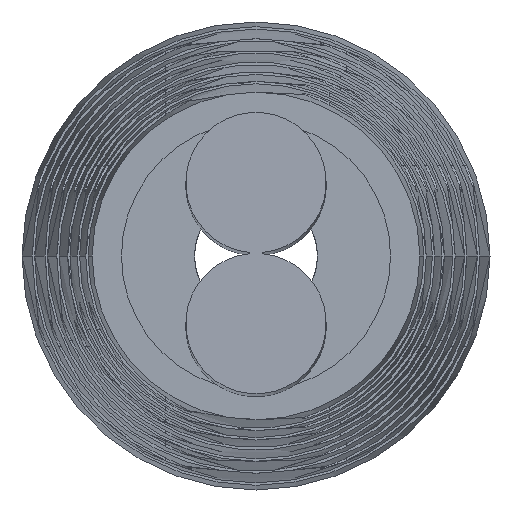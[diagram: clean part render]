
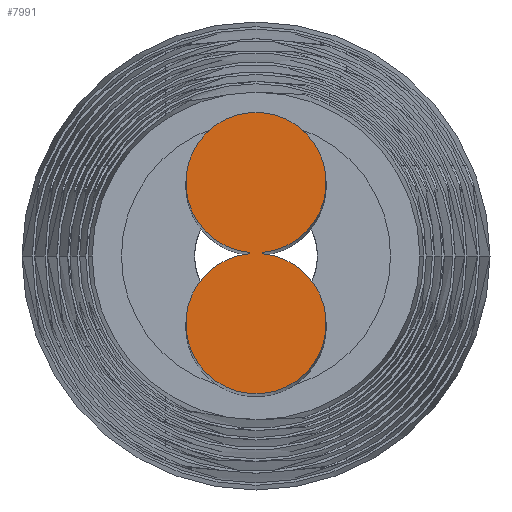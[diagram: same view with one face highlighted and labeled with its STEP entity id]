
A CAD part, front view. The second image highlights one B-rep face of the part: STEP entity #7991.
In plain terms, the highlighted planar face has unit normal (0, -1, 0.005).
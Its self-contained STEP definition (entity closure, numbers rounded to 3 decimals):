
#3678=CARTESIAN_POINT('',(0.,-56.645,1.255));
#3679=DIRECTION('',(0.,-1.,0.005));
#3680=DIRECTION('',(0.091,-0.005,-0.996));
#3681=AXIS2_PLACEMENT_3D('',#3678,#3679,#3680);
#3683=DIRECTION('',(0.,0.005,1.));
#3684=VECTOR('',#3683,0.02);
#3685=CARTESIAN_POINT('',(0.109,-56.651,
0.04));
#3686=LINE('',#3685,#3684);
#3687=CARTESIAN_POINT('',(0.,-56.657,-1.155));
#3688=DIRECTION('',(0.,-1.,0.005));
#3689=DIRECTION('',(-0.091,0.005,0.996));
#3690=AXIS2_PLACEMENT_3D('',#3687,#3688,#3689);
#3692=DIRECTION('',(0.,-0.005,-1.));
#3693=VECTOR('',#3692,0.02);
#3694=CARTESIAN_POINT('',(-0.109,-56.651,
0.06));
#3695=LINE('',#3694,#3693);
#4826=CARTESIAN_POINT('',(0.109,-56.651,
0.06));
#4827=CARTESIAN_POINT('',(-0.109,-56.651,
0.06));
#4828=VERTEX_POINT('',#4826);
#4829=VERTEX_POINT('',#4827);
#4830=CARTESIAN_POINT('',(-0.109,-56.651,
0.04));
#4831=VERTEX_POINT('',#4830);
#4832=CARTESIAN_POINT('',(0.109,-56.651,
0.04));
#4833=VERTEX_POINT('',#4832);
#7980=CARTESIAN_POINT('',(1.,-36.8,3940.76));
#7981=DIRECTION('',(0.,-1.,0.005));
#7982=DIRECTION('',(0.,0.005,1.));
#7983=AXIS2_PLACEMENT_3D('',#7980,#7981,#7982);
#7984=PLANE('',#7983);
#7985=ORIENTED_EDGE('',*,*,#7945,.F.);
#7986=ORIENTED_EDGE('',*,*,#7960,.F.);
#7987=ORIENTED_EDGE('',*,*,#7974,.F.);
#7988=ORIENTED_EDGE('',*,*,#7929,.F.);
#7989=EDGE_LOOP('',(#7985,#7986,#7987,#7988));
#7990=FACE_OUTER_BOUND('',#7989,.F.);
#3682=CIRCLE('',#3681,1.2);
#3691=CIRCLE('',#3690,1.2);
#7929=EDGE_CURVE('',#4829,#4831,#3695,.T.);
#7945=EDGE_CURVE('',#4828,#4829,#3682,.T.);
#7960=EDGE_CURVE('',#4833,#4828,#3686,.T.);
#7974=EDGE_CURVE('',#4831,#4833,#3691,.T.);
#7991=ADVANCED_FACE('',(#7990),#7984,.T.);
